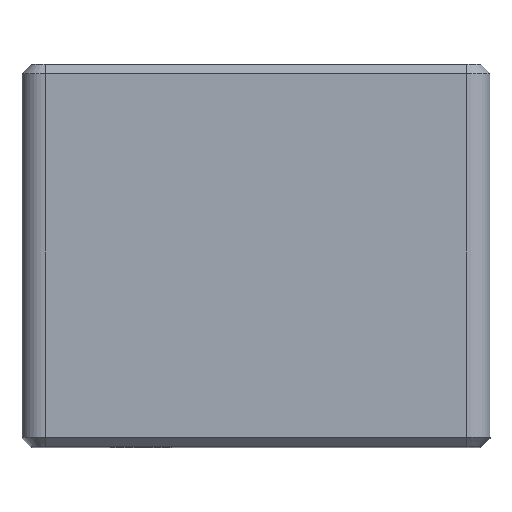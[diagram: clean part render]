
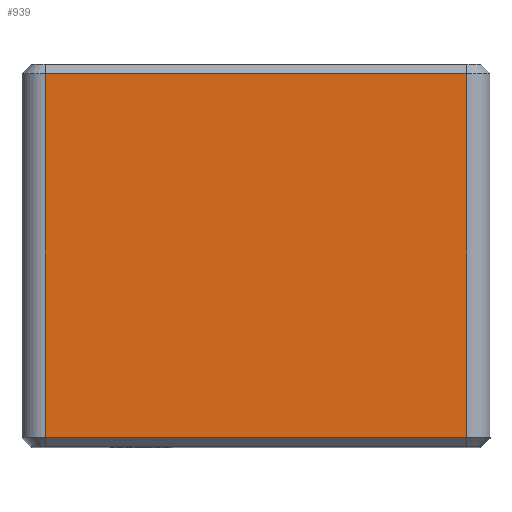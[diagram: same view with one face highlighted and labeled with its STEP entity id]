
A CAD part, top view. The second image highlights one B-rep face of the part: STEP entity #939.
In plain terms, the highlighted planar face has unit normal (0, 0, 1).
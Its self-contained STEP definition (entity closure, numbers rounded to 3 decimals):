
#47=PLANE('',#1040);
#85=FACE_OUTER_BOUND('',#151,.T.);
#151=EDGE_LOOP('',(#707,#708,#709,#710));
#219=LINE('',#1521,#306);
#220=LINE('',#1523,#307);
#221=LINE('',#1525,#308);
#222=LINE('',#1526,#309);
#306=VECTOR('',#1206,1.);
#307=VECTOR('',#1207,1.);
#308=VECTOR('',#1208,1.);
#309=VECTOR('',#1209,1.);
#455=VERTEX_POINT('',#1519);
#456=VERTEX_POINT('',#1520);
#457=VERTEX_POINT('',#1522);
#458=VERTEX_POINT('',#1524);
#548=EDGE_CURVE('',#455,#456,#219,.T.);
#549=EDGE_CURVE('',#456,#457,#220,.T.);
#550=EDGE_CURVE('',#458,#457,#221,.T.);
#551=EDGE_CURVE('',#458,#455,#222,.T.);
#707=ORIENTED_EDGE('',*,*,#548,.T.);
#708=ORIENTED_EDGE('',*,*,#549,.T.);
#709=ORIENTED_EDGE('',*,*,#550,.F.);
#710=ORIENTED_EDGE('',*,*,#551,.T.);
#939=ADVANCED_FACE('',(#85),#47,.F.);
#1040=AXIS2_PLACEMENT_3D('',#1518,#1204,#1205);
#1204=DIRECTION('center_axis',(0.,0.,-1.));
#1205=DIRECTION('ref_axis',(0.,1.,0.));
#1206=DIRECTION('',(0.,1.,0.));
#1207=DIRECTION('',(-1.,0.,0.));
#1208=DIRECTION('',(0.,1.,0.));
#1209=DIRECTION('',(1.,0.,0.));
#1518=CARTESIAN_POINT('Origin',(4.,-47.125,-26.));
#1519=CARTESIAN_POINT('',(3.,-46.725,-26.));
#1520=CARTESIAN_POINT('',(3.,-31.175,-26.));
#1521=CARTESIAN_POINT('',(3.,-47.125,-26.));
#1522=CARTESIAN_POINT('',(-15.,-31.175,-26.));
#1523=CARTESIAN_POINT('',(3.,-31.175,-26.));
#1524=CARTESIAN_POINT('',(-15.,-46.725,-26.));
#1525=CARTESIAN_POINT('',(-15.,-47.125,-26.));
#1526=CARTESIAN_POINT('',(-15.,-46.725,-26.));
